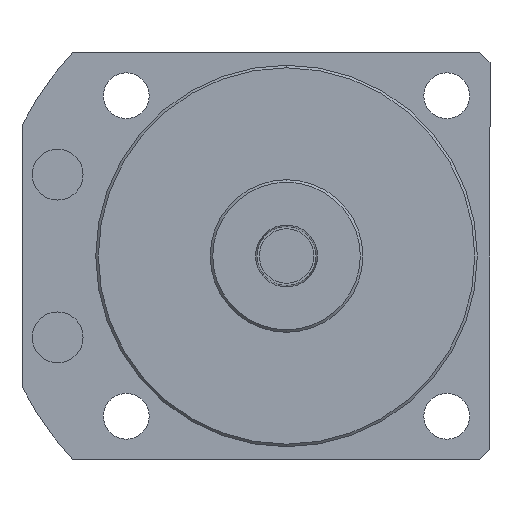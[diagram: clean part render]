
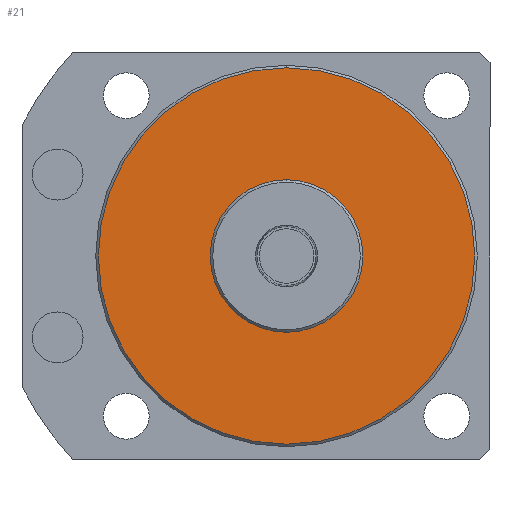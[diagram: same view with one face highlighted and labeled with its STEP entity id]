
A CAD part, front view. The second image highlights one B-rep face of the part: STEP entity #21.
In plain terms, the highlighted planar face has unit normal (0, -1, 0).
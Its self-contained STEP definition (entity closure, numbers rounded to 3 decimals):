
#21 = ADVANCED_FACE ( 'NONE', ( #552, #557 ), #114, .F. ) ;
#111 = CARTESIAN_POINT ( 'NONE',  ( 0., 0., 0. ) ) ;
#114 = PLANE ( 'NONE',  #320 ) ;
#116 = DIRECTION ( 'NONE',  ( 0., 1., 0. ) ) ;
#117 = DIRECTION ( 'NONE',  ( 0., 0., 1. ) ) ;
#237 = EDGE_CURVE ( 'NONE', #780, #847, #2142, .T. ) ;
#238 = EDGE_CURVE ( 'NONE', #823, #807, #2145, .T. ) ;
#320 = AXIS2_PLACEMENT_3D ( 'NONE', #111, #116, #117 ) ;
#458 = ORIENTED_EDGE ( 'NONE', *, *, #237, .T. ) ;
#459 = ORIENTED_EDGE ( 'NONE', *, *, #667, .T. ) ;
#460 = ORIENTED_EDGE ( 'NONE', *, *, #238, .F. ) ;
#461 = ORIENTED_EDGE ( 'NONE', *, *, #654, .F. ) ;
#552 = FACE_OUTER_BOUND ( 'NONE', #2486, .T. ) ;
#557 = FACE_BOUND ( 'NONE', #2495, .T. ) ;
#654 = EDGE_CURVE ( 'NONE', #807, #823, #2236, .T. ) ;
#667 = EDGE_CURVE ( 'NONE', #847, #780, #2254, .T. ) ;
#780 = VERTEX_POINT ( 'NONE', #1615 ) ;
#807 = VERTEX_POINT ( 'NONE', #1642 ) ;
#823 = VERTEX_POINT ( 'NONE', #1658 ) ;
#847 = VERTEX_POINT ( 'NONE', #1682 ) ;
#1109 = CARTESIAN_POINT ( 'NONE',  ( 0., 0., 0. ) ) ;
#1110 = DIRECTION ( 'NONE',  ( 0., -1., 0. ) ) ;
#1111 = DIRECTION ( 'NONE',  ( 0., 0., 1. ) ) ;
#1144 = CARTESIAN_POINT ( 'NONE',  ( 0., 0., 0. ) ) ;
#1145 = DIRECTION ( 'NONE',  ( 0., -1., 0. ) ) ;
#1146 = DIRECTION ( 'NONE',  ( 0., 0., 1. ) ) ;
#1615 = CARTESIAN_POINT ( 'NONE',  ( 0., 0., 37. ) ) ;
#1642 = CARTESIAN_POINT ( 'NONE',  ( 0., 0., -15. ) ) ;
#1658 = CARTESIAN_POINT ( 'NONE',  ( 0., 0., 15. ) ) ;
#1682 = CARTESIAN_POINT ( 'NONE',  ( 0., 0., -37. ) ) ;
#1777 = AXIS2_PLACEMENT_3D ( 'NONE', #1945, #1946, #1947 ) ;
#1778 = AXIS2_PLACEMENT_3D ( 'NONE', #1948, #1949, #1950 ) ;
#1826 = AXIS2_PLACEMENT_3D ( 'NONE', #1109, #1110, #1111 ) ;
#1834 = AXIS2_PLACEMENT_3D ( 'NONE', #1144, #1145, #1146 ) ;
#1945 = CARTESIAN_POINT ( 'NONE',  ( 0., 0., 0. ) ) ;
#1946 = DIRECTION ( 'NONE',  ( 0., -1., 0. ) ) ;
#1947 = DIRECTION ( 'NONE',  ( 0., 0., 1. ) ) ;
#1948 = CARTESIAN_POINT ( 'NONE',  ( 0., 0., 0. ) ) ;
#1949 = DIRECTION ( 'NONE',  ( 0., -1., 0. ) ) ;
#1950 = DIRECTION ( 'NONE',  ( 0., 0., 1. ) ) ;
#2142 = CIRCLE ( 'NONE', #1777, 37. ) ;
#2145 = CIRCLE ( 'NONE', #1778, 15. ) ;
#2236 = CIRCLE ( 'NONE', #1826, 15. ) ;
#2254 = CIRCLE ( 'NONE', #1834, 37. ) ;
#2486 = EDGE_LOOP ( 'NONE', ( #458, #459 ) ) ;
#2495 = EDGE_LOOP ( 'NONE', ( #460, #461 ) ) ;
